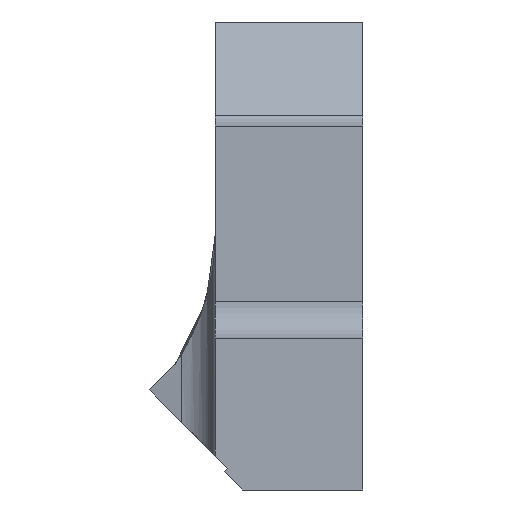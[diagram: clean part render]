
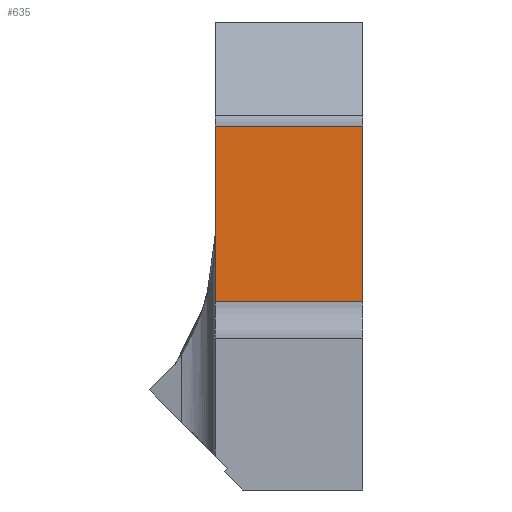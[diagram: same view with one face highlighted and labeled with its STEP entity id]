
A CAD part, left-side view. The second image highlights one B-rep face of the part: STEP entity #635.
In plain terms, the highlighted planar face has unit normal (-1, 0, 0).
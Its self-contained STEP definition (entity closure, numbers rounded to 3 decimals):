
#46 = VECTOR ( 'NONE', #1406, 1000. ) ;
#69 = DIRECTION ( 'NONE',  ( -1., 0., 0. ) ) ;
#144 = VERTEX_POINT ( 'NONE', #560 ) ;
#179 = DIRECTION ( 'NONE',  ( 0., 0., 1. ) ) ;
#187 = CARTESIAN_POINT ( 'NONE',  ( -14.288, 0., 15.506 ) ) ;
#275 = CARTESIAN_POINT ( 'NONE',  ( -14.288, 0., 25. ) ) ;
#277 = CARTESIAN_POINT ( 'NONE',  ( -14.288, 0., 25. ) ) ;
#336 = VERTEX_POINT ( 'NONE', #820 ) ;
#380 = FACE_OUTER_BOUND ( 'NONE', #868, .T. ) ;
#385 = ORIENTED_EDGE ( 'NONE', *, *, #823, .T. ) ;
#413 = EDGE_CURVE ( 'NONE', #1404, #1388, #644, .T. ) ;
#511 = AXIS2_PLACEMENT_3D ( 'NONE', #1238, #69, #179 ) ;
#536 = CARTESIAN_POINT ( 'NONE',  ( -14.288, 0., 15.506 ) ) ;
#560 = CARTESIAN_POINT ( 'NONE',  ( -14.288, 8., 15.506 ) ) ;
#596 = CARTESIAN_POINT ( 'NONE',  ( -14.288, 8., 13.506 ) ) ;
#607 = EDGE_CURVE ( 'NONE', #1388, #336, #1245, .T. ) ;
#635 = ADVANCED_FACE ( 'NONE', ( #380 ), #1037, .T. ) ;
#644 = LINE ( 'NONE', #864, #46 ) ;
#655 = DIRECTION ( 'NONE',  ( 0., -1., 0. ) ) ;
#707 = DIRECTION ( 'NONE',  ( 0., 1., 0. ) ) ;
#817 = DIRECTION ( 'NONE',  ( 0., 0., 1. ) ) ;
#820 = CARTESIAN_POINT ( 'NONE',  ( -14.288, 8., 25. ) ) ;
#823 = EDGE_CURVE ( 'NONE', #144, #1404, #979, .T. ) ;
#849 = VECTOR ( 'NONE', #817, 1000. ) ;
#864 = CARTESIAN_POINT ( 'NONE',  ( -14.288, 0., 13.506 ) ) ;
#868 = EDGE_LOOP ( 'NONE', ( #1117, #385, #1111, #1293 ) ) ;
#894 = VECTOR ( 'NONE', #655, 1000. ) ;
#950 = EDGE_CURVE ( 'NONE', #144, #336, #1243, .T. ) ;
#979 = LINE ( 'NONE', #536, #894 ) ;
#1037 = PLANE ( 'NONE',  #511 ) ;
#1111 = ORIENTED_EDGE ( 'NONE', *, *, #413, .T. ) ;
#1117 = ORIENTED_EDGE ( 'NONE', *, *, #950, .F. ) ;
#1164 = VECTOR ( 'NONE', #707, 1000. ) ;
#1238 = CARTESIAN_POINT ( 'NONE',  ( -14.288, 0., 13.506 ) ) ;
#1243 = LINE ( 'NONE', #596, #849 ) ;
#1245 = LINE ( 'NONE', #275, #1164 ) ;
#1293 = ORIENTED_EDGE ( 'NONE', *, *, #607, .T. ) ;
#1388 = VERTEX_POINT ( 'NONE', #277 ) ;
#1404 = VERTEX_POINT ( 'NONE', #187 ) ;
#1406 = DIRECTION ( 'NONE',  ( 0., 0., 1. ) ) ;
